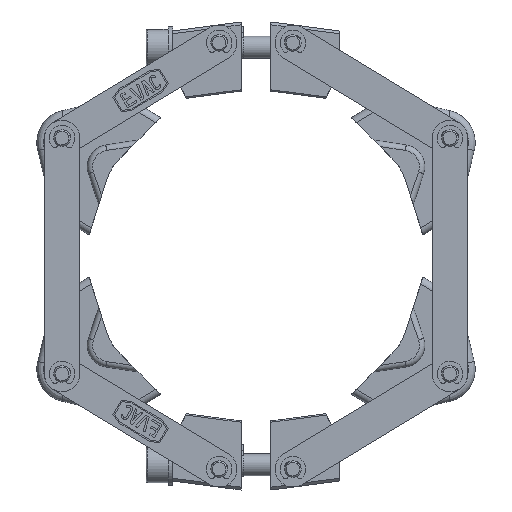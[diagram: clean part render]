
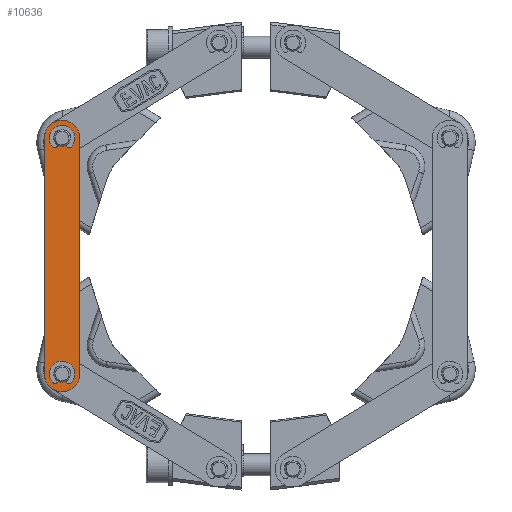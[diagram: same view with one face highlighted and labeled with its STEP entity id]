
A CAD part, left-side view. The second image highlights one B-rep face of the part: STEP entity #10636.
In plain terms, the highlighted face is planar.
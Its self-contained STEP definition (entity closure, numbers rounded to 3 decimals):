
#418=CIRCLE('',#13485,6.5);
#420=CIRCLE('',#13489,6.5);
#421=CIRCLE('',#13491,3.);
#423=CIRCLE('',#13494,3.);
#2180=ORIENTED_EDGE('',*,*,#4512,.T.);
#2181=ORIENTED_EDGE('',*,*,#4510,.T.);
#2182=ORIENTED_EDGE('',*,*,#4502,.F.);
#2183=ORIENTED_EDGE('',*,*,#4515,.F.);
#2184=ORIENTED_EDGE('',*,*,#4508,.F.);
#2185=ORIENTED_EDGE('',*,*,#4505,.F.);
#4502=EDGE_CURVE('',#5772,#5773,#418,.T.);
#4505=EDGE_CURVE('',#5773,#5775,#6873,.T.);
#4508=EDGE_CURVE('',#5775,#5777,#420,.T.);
#4510=EDGE_CURVE('',#5778,#5778,#421,.T.);
#4512=EDGE_CURVE('',#5780,#5780,#423,.T.);
#4515=EDGE_CURVE('',#5777,#5772,#6877,.T.);
#5772=VERTEX_POINT('',#18874);
#5773=VERTEX_POINT('',#18876);
#5775=VERTEX_POINT('',#18882);
#5777=VERTEX_POINT('',#18888);
#5778=VERTEX_POINT('',#18892);
#5780=VERTEX_POINT('',#18897);
#6873=LINE('',#18881,#7943);
#6877=LINE('',#18902,#7947);
#7943=VECTOR('',#15441,1000.);
#7947=VECTOR('',#15465,1000.);
#8784=EDGE_LOOP('',(#2180));
#8785=EDGE_LOOP('',(#2181));
#8786=EDGE_LOOP('',(#2182,#2183,#2184,#2185));
#9514=FACE_BOUND('',#8784,.T.);
#9515=FACE_BOUND('',#8785,.T.);
#9516=FACE_BOUND('',#8786,.T.);
#10141=PLANE('',#13497);
#10636=ADVANCED_FACE('',(#9514,#9515,#9516),#10141,.F.);
#13485=AXIS2_PLACEMENT_3D('',#18875,#15435,#15436);
#13489=AXIS2_PLACEMENT_3D('',#18887,#15447,#15448);
#13491=AXIS2_PLACEMENT_3D('',#18891,#15452,#15453);
#13494=AXIS2_PLACEMENT_3D('',#18896,#15458,#15459);
#13497=AXIS2_PLACEMENT_3D('',#18903,#15466,#15467);
#15435=DIRECTION('',(0.,0.,-1.));
#15436=DIRECTION('',(1.,0.,0.));
#15441=DIRECTION('',(1.,0.,0.));
#15447=DIRECTION('',(0.,0.,-1.));
#15448=DIRECTION('',(-1.,0.,0.));
#15452=DIRECTION('',(0.,0.,-1.));
#15453=DIRECTION('',(1.,0.,0.));
#15458=DIRECTION('',(0.,0.,-1.));
#15459=DIRECTION('',(1.,0.,0.));
#15465=DIRECTION('',(-1.,0.,0.));
#15466=DIRECTION('',(0.,0.,-1.));
#15467=DIRECTION('',(-1.,0.,0.));
#18874=CARTESIAN_POINT('',(-43.,-6.5,0.75));
#18875=CARTESIAN_POINT('',(-43.,0.,0.75));
#18876=CARTESIAN_POINT('',(-43.,6.5,0.75));
#18881=CARTESIAN_POINT('',(-43.,6.5,0.75));
#18882=CARTESIAN_POINT('',(43.,6.5,0.75));
#18887=CARTESIAN_POINT('',(43.,0.,0.75));
#18888=CARTESIAN_POINT('',(43.,-6.5,0.75));
#18891=CARTESIAN_POINT('',(-43.,0.,0.75));
#18892=CARTESIAN_POINT('',(-40.,0.,0.75));
#18896=CARTESIAN_POINT('',(43.,0.,0.75));
#18897=CARTESIAN_POINT('',(46.,0.,0.75));
#18902=CARTESIAN_POINT('',(-43.,-6.5,0.75));
#18903=CARTESIAN_POINT('',(-43.,0.,0.75));
